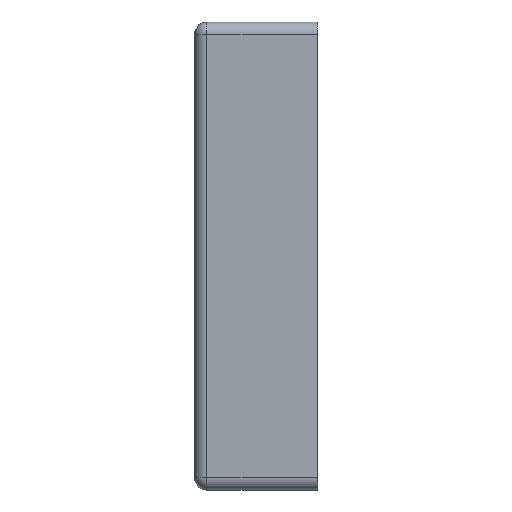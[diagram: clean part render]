
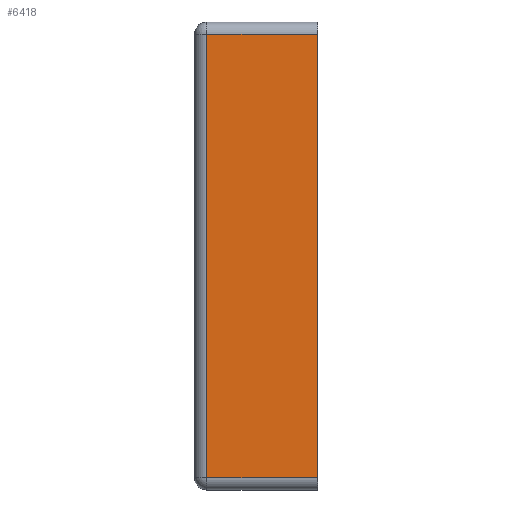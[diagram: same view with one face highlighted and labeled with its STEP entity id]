
A CAD part, left-side view. The second image highlights one B-rep face of the part: STEP entity #6418.
In plain terms, the highlighted planar face has unit normal (-1, 0, 0).
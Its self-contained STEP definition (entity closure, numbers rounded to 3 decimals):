
#564=FACE_OUTER_BOUND('',#950,.T.);
#950=EDGE_LOOP('',(#5550,#5551,#5552,#5553));
#1768=LINE('',#10408,#2568);
#1773=LINE('',#10436,#2573);
#1776=LINE('',#10440,#2576);
#1782=LINE('',#10450,#2582);
#2568=VECTOR('',#8347,10.);
#2573=VECTOR('',#8378,10.);
#2576=VECTOR('',#8383,10.);
#2582=VECTOR('',#8397,10.);
#3132=VERTEX_POINT('',#10397);
#3135=VERTEX_POINT('',#10404);
#3144=VERTEX_POINT('',#10429);
#3146=VERTEX_POINT('',#10434);
#3970=EDGE_CURVE('',#3132,#3135,#1768,.T.);
#3983=EDGE_CURVE('',#3146,#3144,#1773,.T.);
#3986=EDGE_CURVE('',#3144,#3132,#1776,.T.);
#3992=EDGE_CURVE('',#3135,#3146,#1782,.T.);
#5550=ORIENTED_EDGE('',*,*,#3970,.F.);
#5551=ORIENTED_EDGE('',*,*,#3986,.F.);
#5552=ORIENTED_EDGE('',*,*,#3983,.F.);
#5553=ORIENTED_EDGE('',*,*,#3992,.F.);
#6038=PLANE('',#6832);
#6418=ADVANCED_FACE('',(#564),#6038,.T.);
#6832=AXIS2_PLACEMENT_3D('',#10449,#8395,#8396);
#8347=DIRECTION('',(0.,-1.,0.));
#8378=DIRECTION('',(0.,1.,0.));
#8383=DIRECTION('',(0.,0.,1.));
#8395=DIRECTION('center_axis',(-1.,0.,0.));
#8396=DIRECTION('ref_axis',(0.,0.,1.));
#8397=DIRECTION('',(0.,0.,-1.));
#10397=CARTESIAN_POINT('',(-2.6,0.9,1.8));
#10404=CARTESIAN_POINT('',(-2.6,0.,1.8));
#10408=CARTESIAN_POINT('',(-2.6,0.,1.8));
#10429=CARTESIAN_POINT('',(-2.6,0.9,-1.8));
#10434=CARTESIAN_POINT('',(-2.6,0.,-1.8));
#10436=CARTESIAN_POINT('',(-2.6,0.,-1.8));
#10440=CARTESIAN_POINT('',(-2.6,0.9,-0.95));
#10449=CARTESIAN_POINT('Origin',(-2.6,0.,-1.9));
#10450=CARTESIAN_POINT('',(-2.6,0.,1.9));
